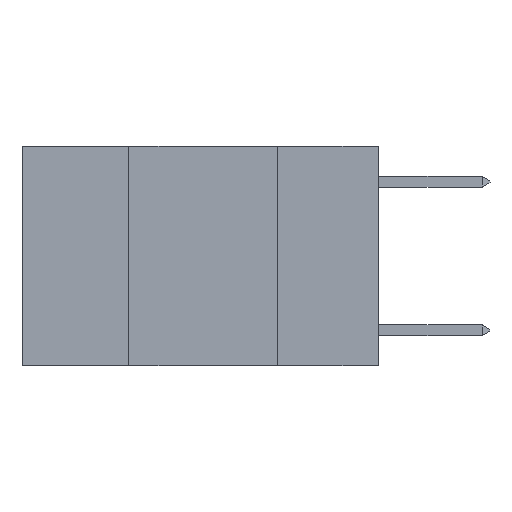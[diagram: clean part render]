
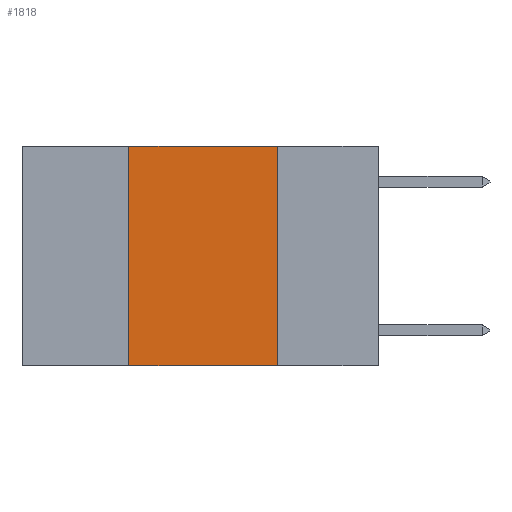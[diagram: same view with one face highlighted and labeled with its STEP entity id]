
A CAD part, left-side view. The second image highlights one B-rep face of the part: STEP entity #1818.
In plain terms, the highlighted planar face has unit normal (-1, 0, 0).
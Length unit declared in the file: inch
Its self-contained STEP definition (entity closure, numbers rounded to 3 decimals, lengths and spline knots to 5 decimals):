
#98 = EDGE_LOOP ( 'NONE', ( #3829, #3827, #4002, #5957 ) ) ;
#309 = LINE ( 'NONE', #5633, #8197 ) ;
#355 = DIRECTION ( 'NONE',  ( 0., -1., 0. ) ) ;
#615 = LINE ( 'NONE', #9232, #10682 ) ;
#934 = AXIS2_PLACEMENT_3D ( 'NONE', #8493, #7628, #1844 ) ;
#1043 = DIRECTION ( 'NONE',  ( 0., -1., 0. ) ) ;
#1088 = VERTEX_POINT ( 'NONE', #3349 ) ;
#1818 = ADVANCED_FACE ( 'NONE', ( #4642 ), #12327, .F. ) ;
#1844 = DIRECTION ( 'NONE',  ( 0., 0., -1. ) ) ;
#2274 = VERTEX_POINT ( 'NONE', #3377 ) ;
#3349 = CARTESIAN_POINT ( 'NONE',  ( 0., 0.17, 0. ) ) ;
#3377 = CARTESIAN_POINT ( 'NONE',  ( 0., 0.17, -0.37 ) ) ;
#3827 = ORIENTED_EDGE ( 'NONE', *, *, #9116, .F. ) ;
#3829 = ORIENTED_EDGE ( 'NONE', *, *, #11484, .F. ) ;
#3850 = CARTESIAN_POINT ( 'NONE',  ( 0., 0.42, 0. ) ) ;
#4002 = ORIENTED_EDGE ( 'NONE', *, *, #4733, .F. ) ;
#4098 = VERTEX_POINT ( 'NONE', #3850 ) ;
#4314 = CARTESIAN_POINT ( 'NONE',  ( 0., 0.6, 0. ) ) ;
#4642 = FACE_OUTER_BOUND ( 'NONE', #98, .T. ) ;
#4733 = EDGE_CURVE ( 'NONE', #7920, #4098, #309, .T. ) ;
#5589 = LINE ( 'NONE', #8012, #7819 ) ;
#5633 = CARTESIAN_POINT ( 'NONE',  ( 0., 0.42, 0. ) ) ;
#5957 = ORIENTED_EDGE ( 'NONE', *, *, #9476, .T. ) ;
#6567 = DIRECTION ( 'NONE',  ( 0., 0., 1. ) ) ;
#7628 = DIRECTION ( 'NONE',  ( 1., 0., 0. ) ) ;
#7819 = VECTOR ( 'NONE', #8986, 39.37008 ) ;
#7920 = VERTEX_POINT ( 'NONE', #12632 ) ;
#8012 = CARTESIAN_POINT ( 'NONE',  ( 0., 0.17, 0. ) ) ;
#8197 = VECTOR ( 'NONE', #6567, 39.37008 ) ;
#8493 = CARTESIAN_POINT ( 'NONE',  ( 0., 0.6, 0. ) ) ;
#8911 = LINE ( 'NONE', #4314, #9229 ) ;
#8986 = DIRECTION ( 'NONE',  ( 0., 0., -1. ) ) ;
#9116 = EDGE_CURVE ( 'NONE', #4098, #1088, #8911, .T. ) ;
#9229 = VECTOR ( 'NONE', #1043, 39.37008 ) ;
#9232 = CARTESIAN_POINT ( 'NONE',  ( 0., 0.6, -0.37 ) ) ;
#9476 = EDGE_CURVE ( 'NONE', #7920, #2274, #615, .T. ) ;
#10682 = VECTOR ( 'NONE', #355, 39.37008 ) ;
#11484 = EDGE_CURVE ( 'NONE', #1088, #2274, #5589, .T. ) ;
#12327 = PLANE ( 'NONE',  #934 ) ;
#12632 = CARTESIAN_POINT ( 'NONE',  ( 0., 0.42, -0.37 ) ) ;
